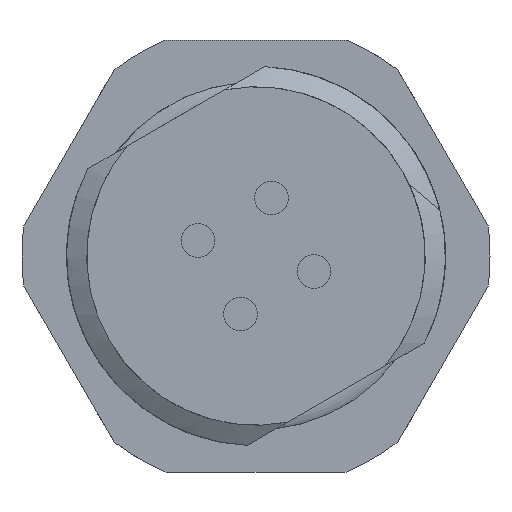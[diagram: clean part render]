
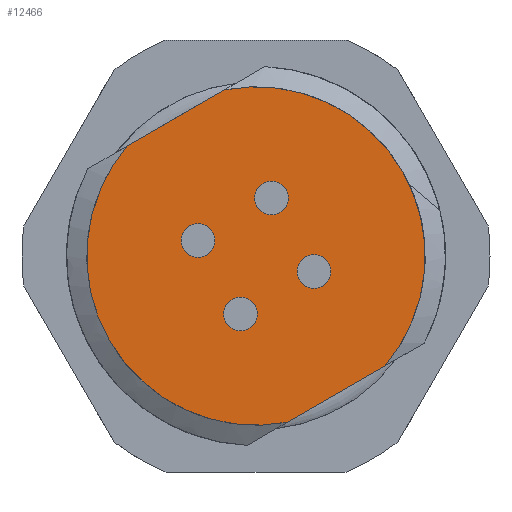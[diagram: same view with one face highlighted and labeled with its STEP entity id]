
A CAD part, front view. The second image highlights one B-rep face of the part: STEP entity #12466.
In plain terms, the highlighted planar face has unit normal (0, -1, 0).
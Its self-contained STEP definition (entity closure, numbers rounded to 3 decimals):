
#3102=DIRECTION('',(-0.866,0.,-0.5));
#3103=VECTOR('',#3102,4.682);
#3104=CARTESIAN_POINT('',(-1.298,-7.,6.93));
#3105=LINE('',#3104,#3103);
#3484=DIRECTION('',(0.866,0.,0.5));
#3485=VECTOR('',#3484,4.682);
#3486=CARTESIAN_POINT('',(1.298,-7.,-6.93));
#3487=LINE('',#3486,#3485);
#3891=CARTESIAN_POINT('',(0.,-7.,0.));
#3892=DIRECTION('',(0.,1.,0.));
#3893=DIRECTION('',(-0.184,0.,0.983));
#3894=AXIS2_PLACEMENT_3D('',#3891,#3892,#3893);
#3896=CARTESIAN_POINT('',(0.,-7.,0.));
#3897=DIRECTION('',(0.,1.,0.));
#3898=DIRECTION('',(0.866,0.,0.5));
#3899=AXIS2_PLACEMENT_3D('',#3896,#3897,#3898);
#3901=CARTESIAN_POINT('',(0.,-7.,0.));
#3902=DIRECTION('',(0.,1.,0.));
#3903=DIRECTION('',(0.184,0.,-0.983));
#3904=AXIS2_PLACEMENT_3D('',#3901,#3902,#3903);
#3906=CARTESIAN_POINT('',(0.,-7.,0.));
#3907=DIRECTION('',(0.,1.,0.));
#3908=DIRECTION('',(-0.866,0.,-0.5));
#3909=AXIS2_PLACEMENT_3D('',#3906,#3907,#3908);
#3911=CARTESIAN_POINT('',(-0.647,-7.,-2.415));
#3912=DIRECTION('',(0.,-1.,0.));
#3913=DIRECTION('',(-0.5,0.,0.866));
#3914=AXIS2_PLACEMENT_3D('',#3911,#3912,#3913);
#3916=CARTESIAN_POINT('',(-0.647,-7.,-2.415));
#3917=DIRECTION('',(0.,-1.,0.));
#3918=DIRECTION('',(0.5,0.,-0.866));
#3919=AXIS2_PLACEMENT_3D('',#3916,#3917,#3918);
#3921=CARTESIAN_POINT('',(-2.415,-7.,0.647));
#3922=DIRECTION('',(0.,-1.,0.));
#3923=DIRECTION('',(-0.5,0.,0.866));
#3924=AXIS2_PLACEMENT_3D('',#3921,#3922,#3923);
#3926=CARTESIAN_POINT('',(-2.415,-7.,0.647));
#3927=DIRECTION('',(0.,-1.,0.));
#3928=DIRECTION('',(0.5,0.,-0.866));
#3929=AXIS2_PLACEMENT_3D('',#3926,#3927,#3928);
#3931=CARTESIAN_POINT('',(0.647,-7.,2.415));
#3932=DIRECTION('',(0.,-1.,0.));
#3933=DIRECTION('',(-0.5,0.,0.866));
#3934=AXIS2_PLACEMENT_3D('',#3931,#3932,#3933);
#3936=CARTESIAN_POINT('',(0.647,-7.,2.415));
#3937=DIRECTION('',(0.,-1.,0.));
#3938=DIRECTION('',(0.5,0.,-0.866));
#3939=AXIS2_PLACEMENT_3D('',#3936,#3937,#3938);
#3941=CARTESIAN_POINT('',(2.415,-7.,-0.647));
#3942=DIRECTION('',(0.,-1.,0.));
#3943=DIRECTION('',(-0.5,0.,0.866));
#3944=AXIS2_PLACEMENT_3D('',#3941,#3942,#3943);
#3946=CARTESIAN_POINT('',(2.415,-7.,-0.647));
#3947=DIRECTION('',(0.,-1.,0.));
#3948=DIRECTION('',(0.5,0.,-0.866));
#3949=AXIS2_PLACEMENT_3D('',#3946,#3947,#3948);
#8018=CARTESIAN_POINT('',(-5.352,-7.,4.589));
#8020=VERTEX_POINT('',#8018);
#8051=CARTESIAN_POINT('',(-1.298,-7.,6.93));
#8052=VERTEX_POINT('',#8051);
#8053=CARTESIAN_POINT('',(-6.105,-7.,-3.525));
#8054=VERTEX_POINT('',#8053);
#8055=CARTESIAN_POINT('',(1.298,-7.,-6.93));
#8056=VERTEX_POINT('',#8055);
#8060=CARTESIAN_POINT('',(6.105,-7.,3.525));
#8061=VERTEX_POINT('',#8060);
#8062=CARTESIAN_POINT('',(5.352,-7.,-4.589));
#8063=VERTEX_POINT('',#8062);
#8064=CARTESIAN_POINT('',(-0.997,-7.,-1.809));
#8065=CARTESIAN_POINT('',(-0.297,-7.,-3.021));
#8066=VERTEX_POINT('',#8064);
#8067=VERTEX_POINT('',#8065);
#8068=CARTESIAN_POINT('',(-2.765,-7.,1.253));
#8069=CARTESIAN_POINT('',(-2.065,-7.,0.041));
#8070=VERTEX_POINT('',#8068);
#8071=VERTEX_POINT('',#8069);
#8072=CARTESIAN_POINT('',(0.297,-7.,3.021));
#8073=CARTESIAN_POINT('',(0.997,-7.,1.809));
#8074=VERTEX_POINT('',#8072);
#8075=VERTEX_POINT('',#8073);
#8076=CARTESIAN_POINT('',(2.065,-7.,-0.041));
#8077=CARTESIAN_POINT('',(2.765,-7.,-1.253));
#8078=VERTEX_POINT('',#8076);
#8079=VERTEX_POINT('',#8077);
#12427=CARTESIAN_POINT('',(0.,-7.,0.));
#12428=DIRECTION('',(0.,-1.,0.));
#12429=DIRECTION('',(0.866,0.,0.5));
#12430=AXIS2_PLACEMENT_3D('',#12427,#12428,#12429);
#12431=PLANE('',#12430);
#12432=ORIENTED_EDGE('',*,*,#11577,.F.);
#12434=ORIENTED_EDGE('',*,*,#12433,.T.);
#12436=ORIENTED_EDGE('',*,*,#12435,.T.);
#12437=ORIENTED_EDGE('',*,*,#12029,.F.);
#12438=ORIENTED_EDGE('',*,*,#12418,.T.);
#12439=ORIENTED_EDGE('',*,*,#12416,.T.);
#12440=EDGE_LOOP('',(#12432,#12434,#12436,#12437,#12438,#12439));
#12441=FACE_OUTER_BOUND('',#12440,.F.);
#12443=ORIENTED_EDGE('',*,*,#12442,.T.);
#12445=ORIENTED_EDGE('',*,*,#12444,.T.);
#12446=EDGE_LOOP('',(#12443,#12445));
#12447=FACE_BOUND('',#12446,.F.);
#12449=ORIENTED_EDGE('',*,*,#12448,.T.);
#12451=ORIENTED_EDGE('',*,*,#12450,.T.);
#12452=EDGE_LOOP('',(#12449,#12451));
#12453=FACE_BOUND('',#12452,.F.);
#12455=ORIENTED_EDGE('',*,*,#12454,.T.);
#12457=ORIENTED_EDGE('',*,*,#12456,.T.);
#12458=EDGE_LOOP('',(#12455,#12457));
#12459=FACE_BOUND('',#12458,.F.);
#12461=ORIENTED_EDGE('',*,*,#12460,.T.);
#12463=ORIENTED_EDGE('',*,*,#12462,.T.);
#12464=EDGE_LOOP('',(#12461,#12463));
#12465=FACE_BOUND('',#12464,.F.);
#3895=CIRCLE('',#3894,7.05);
#3900=CIRCLE('',#3899,7.05);
#3905=CIRCLE('',#3904,7.05);
#3910=CIRCLE('',#3909,7.05);
#3915=CIRCLE('',#3914,0.7);
#3920=CIRCLE('',#3919,0.7);
#3925=CIRCLE('',#3924,0.7);
#3930=CIRCLE('',#3929,0.7);
#3935=CIRCLE('',#3934,0.7);
#3940=CIRCLE('',#3939,0.7);
#3945=CIRCLE('',#3944,0.7);
#3950=CIRCLE('',#3949,0.7);
#11577=EDGE_CURVE('',#8052,#8020,#3105,.T.);
#12029=EDGE_CURVE('',#8056,#8063,#3487,.T.);
#12416=EDGE_CURVE('',#8054,#8020,#3910,.T.);
#12418=EDGE_CURVE('',#8056,#8054,#3905,.T.);
#12433=EDGE_CURVE('',#8052,#8061,#3895,.T.);
#12435=EDGE_CURVE('',#8061,#8063,#3900,.T.);
#12442=EDGE_CURVE('',#8066,#8067,#3915,.T.);
#12444=EDGE_CURVE('',#8067,#8066,#3920,.T.);
#12448=EDGE_CURVE('',#8070,#8071,#3925,.T.);
#12450=EDGE_CURVE('',#8071,#8070,#3930,.T.);
#12454=EDGE_CURVE('',#8074,#8075,#3935,.T.);
#12456=EDGE_CURVE('',#8075,#8074,#3940,.T.);
#12460=EDGE_CURVE('',#8078,#8079,#3945,.T.);
#12462=EDGE_CURVE('',#8079,#8078,#3950,.T.);
#12466=ADVANCED_FACE('',(#12441,#12447,#12453,#12459,#12465),#12431,.T.);
